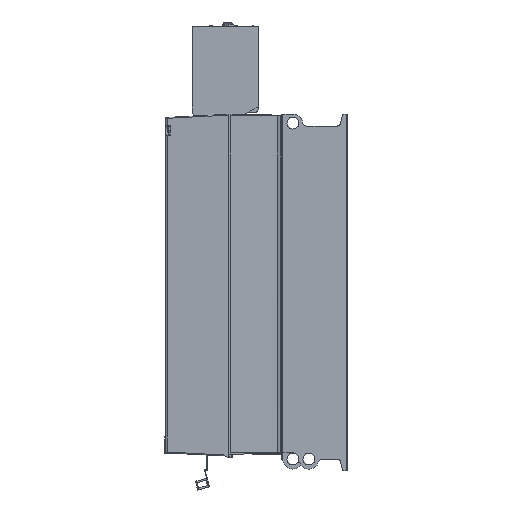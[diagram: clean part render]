
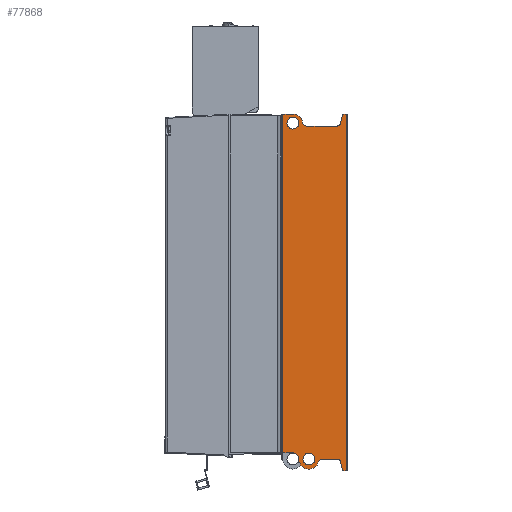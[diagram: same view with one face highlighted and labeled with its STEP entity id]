
A CAD part, left-side view. The second image highlights one B-rep face of the part: STEP entity #77868.
In plain terms, the highlighted planar face has unit normal (-1, 0, 0).
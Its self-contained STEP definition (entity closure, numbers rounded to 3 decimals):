
#24228=CARTESIAN_POINT('',(-4.528,-0.661,
-0.591));
#24229=DIRECTION('',(1.,0.,0.));
#24230=DIRECTION('',(0.,0.,1.));
#24231=AXIS2_PLACEMENT_3D('',#24228,#24229,#24230);
#24233=DIRECTION('',(0.,-0.243,-0.97));
#24234=VECTOR('',#24233,0.135);
#24235=CARTESIAN_POINT('',(-4.528,-1.234,
-0.447));
#24236=LINE('',#24235,#24234);
#24237=CARTESIAN_POINT('',(-4.528,-1.534,
-0.512));
#24238=DIRECTION('',(-1.,0.,0.));
#24239=DIRECTION('',(0.,0.97,-0.243));
#24240=AXIS2_PLACEMENT_3D('',#24237,#24238,#24239);
#24242=CARTESIAN_POINT('',(-4.528,-3.505,
-0.512));
#24243=DIRECTION('',(-1.,0.,0.));
#24244=DIRECTION('',(0.,0.,-1.));
#24245=AXIS2_PLACEMENT_3D('',#24242,#24243,#24244);
#24247=DIRECTION('',(0.,-0.243,0.97));
#24248=VECTOR('',#24247,0.596);
#24249=CARTESIAN_POINT('',(-4.528,-3.773,
-0.579));
#24250=LINE('',#24249,#24248);
#24251=DIRECTION('',(0.,1.,0.));
#24252=VECTOR('',#24251,0.236);
#24253=CARTESIAN_POINT('',(-4.528,-4.154,
-23.622));
#24254=LINE('',#24253,#24252);
#24255=DIRECTION('',(0.,0.243,0.97));
#24256=VECTOR('',#24255,0.596);
#24257=CARTESIAN_POINT('',(-4.528,-3.917,
-23.622));
#24258=LINE('',#24257,#24256);
#24259=CARTESIAN_POINT('',(-4.528,-3.505,
-23.11));
#24260=DIRECTION('',(-1.,0.,0.));
#24261=DIRECTION('',(0.,-0.97,0.243));
#24262=AXIS2_PLACEMENT_3D('',#24259,#24260,#24261);
#24264=CARTESIAN_POINT('',(-4.528,-2.577,
-23.11));
#24265=DIRECTION('',(-1.,0.,0.));
#24266=DIRECTION('',(0.,0.,1.));
#24267=AXIS2_PLACEMENT_3D('',#24264,#24265,#24266);
#24269=CARTESIAN_POINT('',(-4.528,-1.673,
-22.835));
#24270=DIRECTION('',(1.,0.,0.));
#24271=DIRECTION('',(0.,-0.957,-0.292));
#24272=AXIS2_PLACEMENT_3D('',#24269,#24270,#24271);
#24274=CARTESIAN_POINT('',(-4.528,-0.591,
-22.835));
#24275=DIRECTION('',(-1.,0.,0.));
#24276=DIRECTION('',(0.,-1.,0.));
#24277=AXIS2_PLACEMENT_3D('',#24274,#24275,#24276);
#24279=DIRECTION('',(0.,1.,0.));
#24280=VECTOR('',#24279,0.65);
#24281=CARTESIAN_POINT('',(-4.528,-0.591,
-22.421));
#24282=LINE('',#24281,#24280);
#24283=CARTESIAN_POINT('',(-4.528,-0.61,
-0.591));
#24284=DIRECTION('',(-1.,0.,0.));
#24285=DIRECTION('',(0.,-1.,0.));
#24286=AXIS2_PLACEMENT_3D('',#24283,#24284,#24285);
#24288=CARTESIAN_POINT('',(-4.528,-0.61,
-0.591));
#24289=DIRECTION('',(-1.,0.,0.));
#24290=DIRECTION('',(0.,1.,0.));
#24291=AXIS2_PLACEMENT_3D('',#24288,#24289,#24290);
#24293=CARTESIAN_POINT('',(-4.528,-1.673,
-22.835));
#24294=DIRECTION('',(-1.,0.,0.));
#24295=DIRECTION('',(0.,-1.,0.));
#24296=AXIS2_PLACEMENT_3D('',#24293,#24294,#24295);
#24298=CARTESIAN_POINT('',(-4.528,-1.673,
-22.835));
#24299=DIRECTION('',(-1.,0.,0.));
#24300=DIRECTION('',(0.,1.,0.));
#24301=AXIS2_PLACEMENT_3D('',#24298,#24299,#24300);
#24311=DIRECTION('',(0.,1.,0.));
#24312=VECTOR('',#24311,0.72);
#24313=CARTESIAN_POINT('',(-4.528,-0.661,0.));
#24314=LINE('',#24313,#24312);
#24338=DIRECTION('',(0.,0.,-1.));
#24339=VECTOR('',#24338,22.421);
#24340=CARTESIAN_POINT('',(-4.528,0.059,0.));
#24341=LINE('',#24340,#24339);
#30183=DIRECTION('',(0.,1.,0.));
#30184=VECTOR('',#30183,0.236);
#30185=CARTESIAN_POINT('',(-4.528,-4.154,0.));
#30186=LINE('',#30185,#30184);
#30253=DIRECTION('',(0.,0.,1.));
#30254=VECTOR('',#30253,23.622);
#30255=CARTESIAN_POINT('',(-4.528,-4.154,
-23.622));
#30256=LINE('',#30255,#30254);
#30319=DIRECTION('',(0.,-1.,0.));
#30320=VECTOR('',#30319,0.928);
#30321=CARTESIAN_POINT('',(-4.528,-2.577,
-22.835));
#30322=LINE('',#30321,#30320);
#30347=DIRECTION('',(0.,1.,0.));
#30348=VECTOR('',#30347,1.971);
#30349=CARTESIAN_POINT('',(-4.528,-3.505,
-0.787));
#30350=LINE('',#30349,#30348);
#33698=CARTESIAN_POINT('',(-4.528,0.059,0.));
#33699=VERTEX_POINT('',#33698);
#33702=CARTESIAN_POINT('',(-4.528,0.059,
-22.421));
#33703=VERTEX_POINT('',#33702);
#33704=CARTESIAN_POINT('',(-4.528,-0.661,0.));
#33705=CARTESIAN_POINT('',(-4.528,-1.234,
-0.447));
#33706=VERTEX_POINT('',#33704);
#33707=VERTEX_POINT('',#33705);
#33708=CARTESIAN_POINT('',(-4.528,-1.267,
-0.579));
#33709=VERTEX_POINT('',#33708);
#33710=CARTESIAN_POINT('',(-4.528,-1.534,
-0.787));
#33711=VERTEX_POINT('',#33710);
#33712=CARTESIAN_POINT('',(-4.528,-3.505,
-0.787));
#33713=VERTEX_POINT('',#33712);
#33714=CARTESIAN_POINT('',(-4.528,-3.773,
-0.579));
#33715=VERTEX_POINT('',#33714);
#33716=CARTESIAN_POINT('',(-4.528,-3.917,0.));
#33717=VERTEX_POINT('',#33716);
#33718=CARTESIAN_POINT('',(-4.528,-4.154,0.));
#33719=VERTEX_POINT('',#33718);
#33720=CARTESIAN_POINT('',(-4.528,-4.154,
-23.622));
#33721=VERTEX_POINT('',#33720);
#33722=CARTESIAN_POINT('',(-4.528,-3.917,
-23.622));
#33723=VERTEX_POINT('',#33722);
#33724=CARTESIAN_POINT('',(-4.528,-3.773,
-23.043));
#33725=VERTEX_POINT('',#33724);
#33726=CARTESIAN_POINT('',(-4.528,-3.505,
-22.835));
#33727=VERTEX_POINT('',#33726);
#33728=CARTESIAN_POINT('',(-4.528,-2.577,
-22.835));
#33729=VERTEX_POINT('',#33728);
#33730=CARTESIAN_POINT('',(-4.528,-2.313,
-23.03));
#33731=VERTEX_POINT('',#33730);
#33732=CARTESIAN_POINT('',(-4.528,-1.004,
-22.835));
#33733=VERTEX_POINT('',#33732);
#33734=CARTESIAN_POINT('',(-4.528,-0.591,
-22.421));
#33735=VERTEX_POINT('',#33734);
#33736=CARTESIAN_POINT('',(-4.528,-1.004,
-0.591));
#33737=CARTESIAN_POINT('',(-4.528,-0.217,
-0.591));
#33738=VERTEX_POINT('',#33736);
#33739=VERTEX_POINT('',#33737);
#33740=CARTESIAN_POINT('',(-4.528,-2.067,
-22.835));
#33741=CARTESIAN_POINT('',(-4.528,-1.28,
-22.835));
#33742=VERTEX_POINT('',#33740);
#33743=VERTEX_POINT('',#33741);
#77815=CARTESIAN_POINT('',(-4.528,0.059,0.));
#77816=DIRECTION('',(-1.,0.,0.));
#77817=DIRECTION('',(0.,-1.,0.));
#77818=AXIS2_PLACEMENT_3D('',#77815,#77816,#77817);
#77819=PLANE('',#77818);
#77821=ORIENTED_EDGE('',*,*,#77820,.T.);
#77823=ORIENTED_EDGE('',*,*,#77822,.T.);
#77825=ORIENTED_EDGE('',*,*,#77824,.T.);
#77827=ORIENTED_EDGE('',*,*,#77826,.F.);
#77829=ORIENTED_EDGE('',*,*,#77828,.T.);
#77831=ORIENTED_EDGE('',*,*,#77830,.T.);
#77833=ORIENTED_EDGE('',*,*,#77832,.F.);
#77835=ORIENTED_EDGE('',*,*,#77834,.F.);
#77837=ORIENTED_EDGE('',*,*,#77836,.T.);
#77839=ORIENTED_EDGE('',*,*,#77838,.T.);
#77841=ORIENTED_EDGE('',*,*,#77840,.T.);
#77843=ORIENTED_EDGE('',*,*,#77842,.F.);
#77845=ORIENTED_EDGE('',*,*,#77844,.T.);
#77847=ORIENTED_EDGE('',*,*,#77846,.T.);
#77848=ORIENTED_EDGE('',*,*,#77808,.T.);
#77849=ORIENTED_EDGE('',*,*,#54168,.T.);
#77851=ORIENTED_EDGE('',*,*,#77850,.F.);
#77853=ORIENTED_EDGE('',*,*,#77852,.F.);
#77854=EDGE_LOOP('',(#77821,#77823,#77825,#77827,#77829,#77831,#77833,#77835,
#77837,#77839,#77841,#77843,#77845,#77847,#77848,#77849,#77851,#77853));
#77855=FACE_OUTER_BOUND('',#77854,.F.);
#77857=ORIENTED_EDGE('',*,*,#77856,.T.);
#77859=ORIENTED_EDGE('',*,*,#77858,.T.);
#77860=EDGE_LOOP('',(#77857,#77859));
#77861=FACE_BOUND('',#77860,.F.);
#77863=ORIENTED_EDGE('',*,*,#77862,.T.);
#77865=ORIENTED_EDGE('',*,*,#77864,.T.);
#77866=EDGE_LOOP('',(#77863,#77865));
#77867=FACE_BOUND('',#77866,.F.);
#24232=CIRCLE('',#24231,0.591);
#24241=CIRCLE('',#24240,0.276);
#24246=CIRCLE('',#24245,0.276);
#24263=CIRCLE('',#24262,0.276);
#24268=CIRCLE('',#24267,0.276);
#24273=CIRCLE('',#24272,0.669);
#24278=CIRCLE('',#24277,0.413);
#24287=CIRCLE('',#24286,0.394);
#24292=CIRCLE('',#24291,0.394);
#24297=CIRCLE('',#24296,0.394);
#24302=CIRCLE('',#24301,0.394);
#54168=EDGE_CURVE('',#33735,#33703,#24282,.T.);
#77808=EDGE_CURVE('',#33733,#33735,#24278,.T.);
#77820=EDGE_CURVE('',#33706,#33707,#24232,.T.);
#77822=EDGE_CURVE('',#33707,#33709,#24236,.T.);
#77824=EDGE_CURVE('',#33709,#33711,#24241,.T.);
#77826=EDGE_CURVE('',#33713,#33711,#30350,.T.);
#77828=EDGE_CURVE('',#33713,#33715,#24246,.T.);
#77830=EDGE_CURVE('',#33715,#33717,#24250,.T.);
#77832=EDGE_CURVE('',#33719,#33717,#30186,.T.);
#77834=EDGE_CURVE('',#33721,#33719,#30256,.T.);
#77836=EDGE_CURVE('',#33721,#33723,#24254,.T.);
#77838=EDGE_CURVE('',#33723,#33725,#24258,.T.);
#77840=EDGE_CURVE('',#33725,#33727,#24263,.T.);
#77842=EDGE_CURVE('',#33729,#33727,#30322,.T.);
#77844=EDGE_CURVE('',#33729,#33731,#24268,.T.);
#77846=EDGE_CURVE('',#33731,#33733,#24273,.T.);
#77850=EDGE_CURVE('',#33699,#33703,#24341,.T.);
#77852=EDGE_CURVE('',#33706,#33699,#24314,.T.);
#77856=EDGE_CURVE('',#33738,#33739,#24287,.T.);
#77858=EDGE_CURVE('',#33739,#33738,#24292,.T.);
#77862=EDGE_CURVE('',#33742,#33743,#24297,.T.);
#77864=EDGE_CURVE('',#33743,#33742,#24302,.T.);
#77868=ADVANCED_FACE('',(#77855,#77861,#77867),#77819,.T.);
